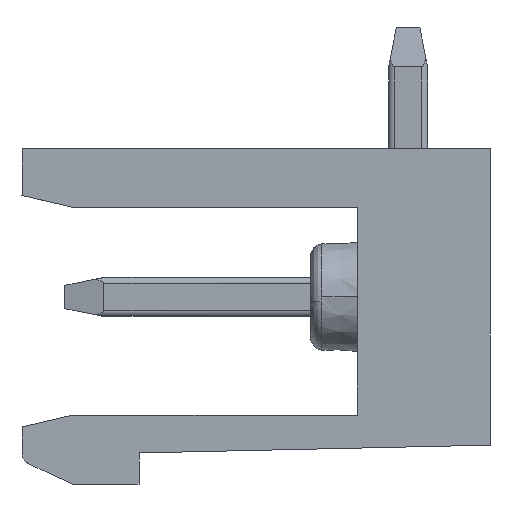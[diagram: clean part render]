
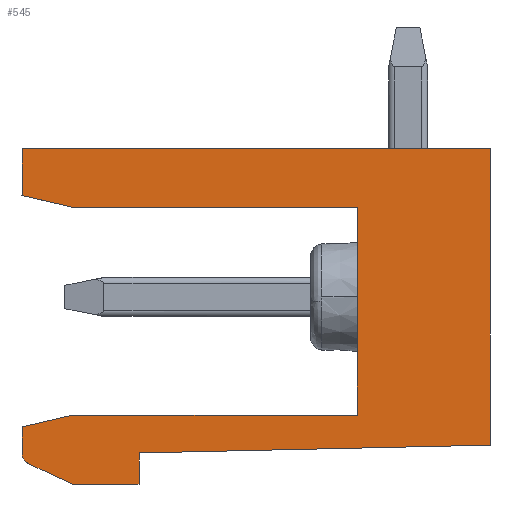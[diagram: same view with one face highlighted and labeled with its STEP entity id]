
A CAD part, left-side view. The second image highlights one B-rep face of the part: STEP entity #545.
In plain terms, the highlighted planar face has unit normal (-1, 0, 0).
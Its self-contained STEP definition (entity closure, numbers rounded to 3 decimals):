
#3 = ORIENTED_EDGE ( 'NONE', *, *, #3145, .T. ) ;
#128 = CARTESIAN_POINT ( 'NONE',  ( 29.46, 11.983, 10.678 ) ) ;
#293 = CARTESIAN_POINT ( 'NONE',  ( 29.46, 9.85, 10. ) ) ;
#545 = ADVANCED_FACE ( 'NONE', ( #11363 ), #12542, .F. ) ;
#602 = LINE ( 'NONE', #803, #8222 ) ;
#751 = CARTESIAN_POINT ( 'NONE',  ( 29.46, 0., 11. ) ) ;
#803 = CARTESIAN_POINT ( 'NONE',  ( 29.46, 12., 18. ) ) ;
#830 = DIRECTION ( 'NONE',  ( 0., -1., 0. ) ) ;
#1244 = LINE ( 'NONE', #751, #2676 ) ;
#1319 = VECTOR ( 'NONE', #6079, 1000. ) ;
#1658 = EDGE_CURVE ( 'NONE', #15496, #12338, #17521, .T. ) ;
#1682 = CARTESIAN_POINT ( 'NONE',  ( 29.46, 12., 10.792 ) ) ;
#1895 = EDGE_CURVE ( 'NONE', #15223, #6041, #17744, .T. ) ;
#2096 = CARTESIAN_POINT ( 'NONE',  ( 29.46, 12., 18.6 ) ) ;
#2216 = EDGE_CURVE ( 'NONE', #6142, #10598, #602, .T. ) ;
#2337 = EDGE_CURVE ( 'NONE', #6041, #8348, #6332, .T. ) ;
#2591 = EDGE_CURVE ( 'NONE', #8348, #6338, #19182, .T. ) ;
#2676 = VECTOR ( 'NONE', #11387, 1000. ) ;
#2918 = CARTESIAN_POINT ( 'NONE',  ( 29.46, 3.4, 14.3 ) ) ;
#2998 = CARTESIAN_POINT ( 'NONE',  ( 29.46, 11.263, 10.26 ) ) ;
#3145 = EDGE_CURVE ( 'NONE', #12338, #5180, #12717, .T. ) ;
#3150 = CARTESIAN_POINT ( 'NONE',  ( 29.46, 9., 10. ) ) ;
#3169 = CARTESIAN_POINT ( 'NONE',  ( 29.46, 10.7, 10. ) ) ;
#3233 = VECTOR ( 'NONE', #830, 1000. ) ;
#3390 = LINE ( 'NONE', #6735, #11022 ) ;
#3401 = EDGE_CURVE ( 'NONE', #6338, #8839, #12475, .T. ) ;
#3437 = LINE ( 'NONE', #10654, #11060 ) ;
#4346 = ORIENTED_EDGE ( 'NONE', *, *, #5314, .T. ) ;
#4686 = CARTESIAN_POINT ( 'NONE',  ( 29.46, 11.877, 10.543 ) ) ;
#4739 = CARTESIAN_POINT ( 'NONE',  ( 29.46, 12., 10.792 ) ) ;
#4919 = CARTESIAN_POINT ( 'NONE',  ( 29.46, 3.4, 17.1 ) ) ;
#5025 = ORIENTED_EDGE ( 'NONE', *, *, #1895, .F. ) ;
#5101 = DIRECTION ( 'NONE',  ( 1., 0., 0. ) ) ;
#5180 = VERTEX_POINT ( 'NONE', #3150 ) ;
#5193 = EDGE_CURVE ( 'NONE', #15496, #5703, #6911, .T. ) ;
#5314 = EDGE_CURVE ( 'NONE', #5180, #13816, #3390, .T. ) ;
#5412 = DIRECTION ( 'NONE',  ( 0., 0., 1. ) ) ;
#5618 = VECTOR ( 'NONE', #6088, 1000. ) ;
#5703 = VERTEX_POINT ( 'NONE', #4739 ) ;
#5725 = EDGE_CURVE ( 'NONE', #5703, #15223, #11199, .T. ) ;
#5898 = CARTESIAN_POINT ( 'NONE',  ( 29.46, 0., 11. ) ) ;
#5962 = ORIENTED_EDGE ( 'NONE', *, *, #11828, .T. ) ;
#6030 = CARTESIAN_POINT ( 'NONE',  ( 29.46, 6., 14.3 ) ) ;
#6041 = VERTEX_POINT ( 'NONE', #19314 ) ;
#6079 = DIRECTION ( 'NONE',  ( 0., -0.908, -0.419 ) ) ;
#6088 = DIRECTION ( 'NONE',  ( 0., -0.974, 0.225 ) ) ;
#6142 = VERTEX_POINT ( 'NONE', #13568 ) ;
#6224 = CARTESIAN_POINT ( 'NONE',  ( 29.46, 11.922, 10.582 ) ) ;
#6270 = CARTESIAN_POINT ( 'NONE',  ( 29.46, 12., 11.131 ) ) ;
#6332 = LINE ( 'NONE', #17904, #14408 ) ;
#6338 = VERTEX_POINT ( 'NONE', #4919 ) ;
#6355 = ORIENTED_EDGE ( 'NONE', *, *, #1658, .T. ) ;
#6376 = DIRECTION ( 'NONE',  ( 0., -1., 0. ) ) ;
#6620 = CARTESIAN_POINT ( 'NONE',  ( 29.46, 3.4, 11.77 ) ) ;
#6726 = ORIENTED_EDGE ( 'NONE', *, *, #2216, .F. ) ;
#6735 = CARTESIAN_POINT ( 'NONE',  ( 29.46, 9., 10.4 ) ) ;
#6911 = B_SPLINE_CURVE_WITH_KNOTS ( 'NONE', 3,
 ( #9261, #4686, #6224, #128, #10792, #1682 ),
 .UNSPECIFIED., .F., .F.,
 ( 4, 2, 4 ),
 ( 0., 0.5, 1. ),
 .UNSPECIFIED. ) ;
#7097 = ORIENTED_EDGE ( 'NONE', *, *, #2337, .F. ) ;
#7149 = VECTOR ( 'NONE', #18433, 1000. ) ;
#7828 = CARTESIAN_POINT ( 'NONE',  ( 29.46, 12., 11.47 ) ) ;
#7982 = CARTESIAN_POINT ( 'NONE',  ( 29.46, 0., 18.6 ) ) ;
#8222 = VECTOR ( 'NONE', #5412, 1000. ) ;
#8254 = DIRECTION ( 'NONE',  ( 0., 0., 1. ) ) ;
#8348 = VERTEX_POINT ( 'NONE', #6620 ) ;
#8418 = VECTOR ( 'NONE', #13080, 1000. ) ;
#8477 = CARTESIAN_POINT ( 'NONE',  ( 29.46, 8.67, 17.1 ) ) ;
#8491 = EDGE_CURVE ( 'NONE', #10598, #11902, #18948, .T. ) ;
#8631 = CARTESIAN_POINT ( 'NONE',  ( 29.46, 11.826, 10.52 ) ) ;
#8839 = VERTEX_POINT ( 'NONE', #18317 ) ;
#9261 = CARTESIAN_POINT ( 'NONE',  ( 29.46, 11.826, 10.52 ) ) ;
#9952 = ORIENTED_EDGE ( 'NONE', *, *, #5193, .F. ) ;
#10124 = ORIENTED_EDGE ( 'NONE', *, *, #16280, .F. ) ;
#10598 = VERTEX_POINT ( 'NONE', #2096 ) ;
#10654 = CARTESIAN_POINT ( 'NONE',  ( 29.46, 11.35, 17.25 ) ) ;
#10792 = CARTESIAN_POINT ( 'NONE',  ( 29.46, 12., 10.735 ) ) ;
#10866 = DIRECTION ( 'NONE',  ( 0., 0., 1. ) ) ;
#11022 = VECTOR ( 'NONE', #8254, 1000. ) ;
#11060 = VECTOR ( 'NONE', #12188, 1000. ) ;
#11199 = LINE ( 'NONE', #6270, #7149 ) ;
#11363 = FACE_OUTER_BOUND ( 'NONE', #14591, .T. ) ;
#11387 = DIRECTION ( 'NONE',  ( 0., 1., -0.022 ) ) ;
#11828 = EDGE_CURVE ( 'NONE', #18910, #11902, #17224, .T. ) ;
#11902 = VERTEX_POINT ( 'NONE', #7982 ) ;
#12023 = EDGE_CURVE ( 'NONE', #18910, #13816, #1244, .T. ) ;
#12188 = DIRECTION ( 'NONE',  ( 0., 0.974, 0.225 ) ) ;
#12338 = VERTEX_POINT ( 'NONE', #3169 ) ;
#12475 = LINE ( 'NONE', #8477, #8418 ) ;
#12542 = PLANE ( 'NONE',  #17245 ) ;
#12717 = LINE ( 'NONE', #293, #16323 ) ;
#12945 = CARTESIAN_POINT ( 'NONE',  ( 29.46, 6., 18.6 ) ) ;
#13080 = DIRECTION ( 'NONE',  ( 0., 1., 0. ) ) ;
#13541 = CARTESIAN_POINT ( 'NONE',  ( 29.46, 9., 10.8 ) ) ;
#13568 = CARTESIAN_POINT ( 'NONE',  ( 29.46, 12., 17.4 ) ) ;
#13816 = VERTEX_POINT ( 'NONE', #13541 ) ;
#14165 = VECTOR ( 'NONE', #16643, 1000. ) ;
#14202 = DIRECTION ( 'NONE',  ( 0., 0., -1. ) ) ;
#14408 = VECTOR ( 'NONE', #19436, 1000. ) ;
#14591 = EDGE_LOOP ( 'NONE', ( #5025, #16939, #9952, #6355, #3, #4346, #18763, #5962, #16725, #6726, #10124, #19234, #19691, #7097 ) ) ;
#15223 = VERTEX_POINT ( 'NONE', #7828 ) ;
#15496 = VERTEX_POINT ( 'NONE', #8631 ) ;
#16280 = EDGE_CURVE ( 'NONE', #8839, #6142, #3437, .T. ) ;
#16323 = VECTOR ( 'NONE', #6376, 1000. ) ;
#16643 = DIRECTION ( 'NONE',  ( 0., 0., 1. ) ) ;
#16725 = ORIENTED_EDGE ( 'NONE', *, *, #8491, .F. ) ;
#16757 = CARTESIAN_POINT ( 'NONE',  ( 29.46, 11.35, 11.62 ) ) ;
#16758 = VECTOR ( 'NONE', #10866, 1000. ) ;
#16939 = ORIENTED_EDGE ( 'NONE', *, *, #5725, .F. ) ;
#16953 = CARTESIAN_POINT ( 'NONE',  ( 29.46, 0., 14.7 ) ) ;
#17224 = LINE ( 'NONE', #16953, #16758 ) ;
#17245 = AXIS2_PLACEMENT_3D ( 'NONE', #6030, #5101, #14202 ) ;
#17521 = LINE ( 'NONE', #2998, #1319 ) ;
#17744 = LINE ( 'NONE', #16757, #5618 ) ;
#17904 = CARTESIAN_POINT ( 'NONE',  ( 29.46, 6., 11.77 ) ) ;
#18317 = CARTESIAN_POINT ( 'NONE',  ( 29.46, 10.7, 17.1 ) ) ;
#18433 = DIRECTION ( 'NONE',  ( 0., 0., 1. ) ) ;
#18763 = ORIENTED_EDGE ( 'NONE', *, *, #12023, .F. ) ;
#18910 = VERTEX_POINT ( 'NONE', #5898 ) ;
#18948 = LINE ( 'NONE', #12945, #3233 ) ;
#19182 = LINE ( 'NONE', #2918, #14165 ) ;
#19234 = ORIENTED_EDGE ( 'NONE', *, *, #3401, .F. ) ;
#19314 = CARTESIAN_POINT ( 'NONE',  ( 29.46, 10.7, 11.77 ) ) ;
#19436 = DIRECTION ( 'NONE',  ( 0., -1., 0. ) ) ;
#19691 = ORIENTED_EDGE ( 'NONE', *, *, #2591, .F. ) ;
